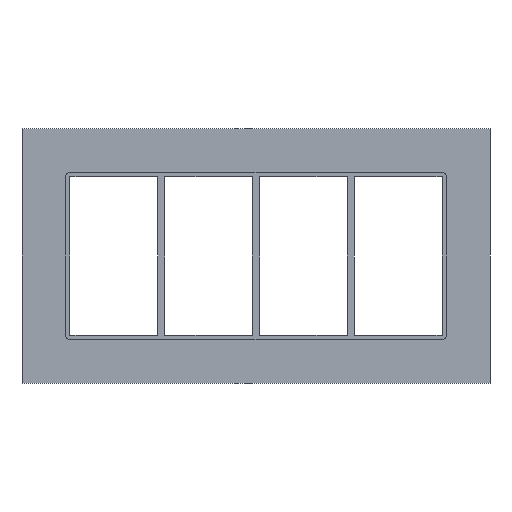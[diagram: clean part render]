
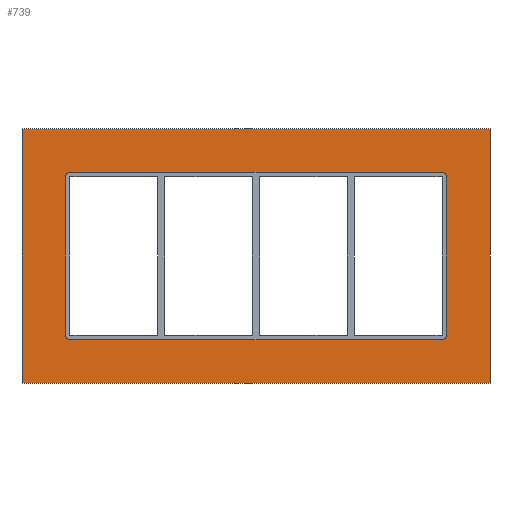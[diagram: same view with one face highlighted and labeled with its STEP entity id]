
A CAD part, front view. The second image highlights one B-rep face of the part: STEP entity #739.
In plain terms, the highlighted planar face has unit normal (0, -1, 0).
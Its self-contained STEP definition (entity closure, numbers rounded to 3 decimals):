
#630=CARTESIAN_POINT('',(0.,0.0,0.));
#631=DIRECTION('',(0.0,1.0,0.0));
#632=DIRECTION('',(0.0,0.0,1.0));
#633=AXIS2_PLACEMENT_3D('',#630,#631,#632);
#634=PLANE('',#633);
#635=CARTESIAN_POINT('',(-322.,0.0,175.0));
#636=VERTEX_POINT('',#635);
#637=CARTESIAN_POINT('',(322.,0.0,175.0));
#638=VERTEX_POINT('',#637);
#639=CARTESIAN_POINT('',(-322.,0.0,175.0));
#640=DIRECTION('',(1.0,0.0,0.0));
#641=VECTOR('',#640,644.0);
#642=LINE('',#639,#641);
#643=EDGE_CURVE('',#636,#638,#642,.T.);
#644=ORIENTED_EDGE('',*,*,#643,.F.);
#645=CARTESIAN_POINT('',(-322.,0.0,-175.));
#646=VERTEX_POINT('',#645);
#647=CARTESIAN_POINT('',(-322.,0.0,-175.));
#648=DIRECTION('',(0.0,0.0,1.0));
#649=VECTOR('',#648,350.0);
#650=LINE('',#647,#649);
#651=EDGE_CURVE('',#646,#636,#650,.T.);
#652=ORIENTED_EDGE('',*,*,#651,.F.);
#653=CARTESIAN_POINT('',(322.,0.0,-175.));
#654=VERTEX_POINT('',#653);
#655=CARTESIAN_POINT('',(322.,0.0,-175.));
#656=DIRECTION('',(-1.0,0.0,0.0));
#657=VECTOR('',#656,644.0);
#658=LINE('',#655,#657);
#659=EDGE_CURVE('',#654,#646,#658,.T.);
#660=ORIENTED_EDGE('',*,*,#659,.F.);
#661=CARTESIAN_POINT('',(322.,0.0,175.0));
#662=DIRECTION('',(0.0,0.0,-1.0));
#663=VECTOR('',#662,350.0);
#664=LINE('',#661,#663);
#665=EDGE_CURVE('',#638,#654,#664,.T.);
#666=ORIENTED_EDGE('',*,*,#665,.F.);
#667=EDGE_LOOP('',(#644,#652,#660,#666));
#668=FACE_OUTER_BOUND('',#667,.T.);
#669=CARTESIAN_POINT('',(-262.,0.0,-109.));
#670=VERTEX_POINT('',#669);
#671=CARTESIAN_POINT('',(-256.,0.0,-115.0));
#672=VERTEX_POINT('',#671);
#673=CARTESIAN_POINT('',(-256.,0.0,-109.));
#674=DIRECTION('',(0.0,-1.0,0.0));
#675=DIRECTION('',(-0.707,0.0,-0.707));
#676=AXIS2_PLACEMENT_3D('',#673,#674,#675);
#677=CIRCLE('',#676,6.);
#678=EDGE_CURVE('',#670,#672,#677,.T.);
#679=ORIENTED_EDGE('',*,*,#678,.F.);
#680=CARTESIAN_POINT('',(-262.,0.0,109.));
#681=VERTEX_POINT('',#680);
#682=CARTESIAN_POINT('',(-262.,0.0,109.0));
#683=DIRECTION('',(0.0,0.0,-1.0));
#684=VECTOR('',#683,218.0);
#685=LINE('',#682,#684);
#686=EDGE_CURVE('',#681,#670,#685,.T.);
#687=ORIENTED_EDGE('',*,*,#686,.F.);
#688=CARTESIAN_POINT('',(-256.,0.0,115.0));
#689=VERTEX_POINT('',#688);
#690=CARTESIAN_POINT('',(-256.,0.0,109.));
#691=DIRECTION('',(0.0,-1.0,0.0));
#692=DIRECTION('',(-0.707,0.0,0.707));
#693=AXIS2_PLACEMENT_3D('',#690,#691,#692);
#694=CIRCLE('',#693,6.);
#695=EDGE_CURVE('',#689,#681,#694,.T.);
#696=ORIENTED_EDGE('',*,*,#695,.F.);
#697=CARTESIAN_POINT('',(256.,0.0,115.0));
#698=VERTEX_POINT('',#697);
#699=CARTESIAN_POINT('',(256.,0.0,115.0));
#700=DIRECTION('',(-1.0,0.0,0.0));
#701=VECTOR('',#700,512.0);
#702=LINE('',#699,#701);
#703=EDGE_CURVE('',#698,#689,#702,.T.);
#704=ORIENTED_EDGE('',*,*,#703,.F.);
#705=CARTESIAN_POINT('',(262.0,0.0,109.0));
#706=VERTEX_POINT('',#705);
#707=CARTESIAN_POINT('',(256.,0.0,109.0));
#708=DIRECTION('',(0.0,-1.0,0.0));
#709=DIRECTION('',(0.707,0.0,0.707));
#710=AXIS2_PLACEMENT_3D('',#707,#708,#709);
#711=CIRCLE('',#710,6.);
#712=EDGE_CURVE('',#706,#698,#711,.T.);
#713=ORIENTED_EDGE('',*,*,#712,.F.);
#714=CARTESIAN_POINT('',(262.0,0.0,-109.));
#715=VERTEX_POINT('',#714);
#716=CARTESIAN_POINT('',(262.0,0.0,-109.0));
#717=DIRECTION('',(0.0,0.0,1.0));
#718=VECTOR('',#717,218.0);
#719=LINE('',#716,#718);
#720=EDGE_CURVE('',#715,#706,#719,.T.);
#721=ORIENTED_EDGE('',*,*,#720,.F.);
#722=CARTESIAN_POINT('',(256.,0.0,-115.0));
#723=VERTEX_POINT('',#722);
#724=CARTESIAN_POINT('',(256.,0.0,-109.));
#725=DIRECTION('',(0.0,-1.0,0.0));
#726=DIRECTION('',(0.707,0.0,-0.707));
#727=AXIS2_PLACEMENT_3D('',#724,#725,#726);
#728=CIRCLE('',#727,6.);
#729=EDGE_CURVE('',#723,#715,#728,.T.);
#730=ORIENTED_EDGE('',*,*,#729,.F.);
#731=CARTESIAN_POINT('',(-256.0,0.0,-115.0));
#732=DIRECTION('',(1.0,0.0,0.0));
#733=VECTOR('',#732,512.0);
#734=LINE('',#731,#733);
#735=EDGE_CURVE('',#672,#723,#734,.T.);
#736=ORIENTED_EDGE('',*,*,#735,.F.);
#737=EDGE_LOOP('',(#679,#687,#696,#704,#713,#721,#730,#736));
#738=FACE_BOUND('',#737,.T.);
#739=ADVANCED_FACE('',(#668,#738),#634,.F.);
